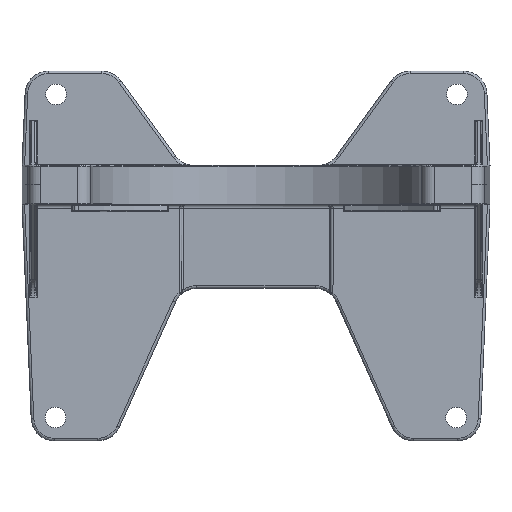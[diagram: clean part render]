
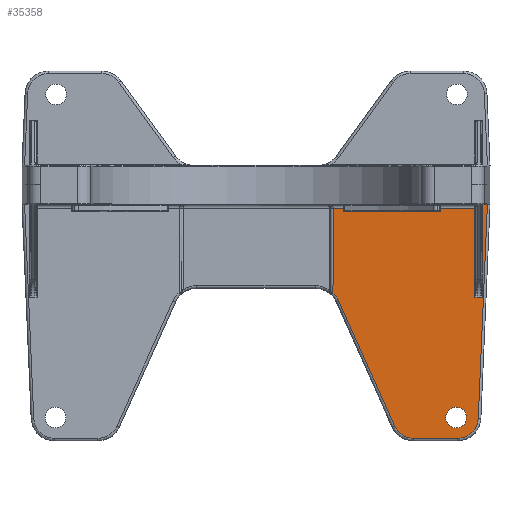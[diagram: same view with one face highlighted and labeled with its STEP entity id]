
A CAD part, top view. The second image highlights one B-rep face of the part: STEP entity #35358.
In plain terms, the highlighted planar face has unit normal (0, 0, 1).
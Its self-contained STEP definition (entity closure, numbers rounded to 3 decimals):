
#4836=CARTESIAN_POINT('',(142.843,-151.958,30.0));
#4837=VERTEX_POINT('',#4836);
#4847=CARTESIAN_POINT('',(126.843,-151.958,30.0));
#4848=VERTEX_POINT('',#4847);
#4849=CARTESIAN_POINT('',(134.843,-151.958,30.0));
#4850=DIRECTION('',(0.0,0.0,1.0));
#4851=DIRECTION('',(1.0,0.0,0.0));
#4852=AXIS2_PLACEMENT_3D('',#4849,#4850,#4851);
#4853=CIRCLE('',#4852,8.0);
#4854=EDGE_CURVE('',#4837,#4848,#4853,.T.);
#4856=CARTESIAN_POINT('',(134.843,-151.958,30.0));
#4857=DIRECTION('',(0.0,0.0,1.0));
#4858=DIRECTION('',(1.0,0.0,0.0));
#4859=AXIS2_PLACEMENT_3D('',#4856,#4857,#4858);
#4860=CIRCLE('',#4859,8.0);
#4861=EDGE_CURVE('',#4848,#4837,#4860,.T.);
#20413=CARTESIAN_POINT('',(158.998,13.042,30.0));
#20414=VERTEX_POINT('',#20413);
#20422=CARTESIAN_POINT('',(151.909,-152.642,30.0));
#20423=VERTEX_POINT('',#20422);
#20424=CARTESIAN_POINT('',(151.909,-152.642,30.0));
#20425=DIRECTION('',(0.043,0.999,0.0));
#20426=VECTOR('',#20425,165.836);
#20427=LINE('',#20424,#20426);
#20428=EDGE_CURVE('',#20423,#20414,#20427,.T.);
#20566=CARTESIAN_POINT('',(87.074,-158.462,30.0));
#20567=VERTEX_POINT('',#20566);
#20575=CARTESIAN_POINT('',(44.08,-61.828,30.0));
#20576=VERTEX_POINT('',#20575);
#20577=CARTESIAN_POINT('',(44.08,-61.828,30.0));
#20578=DIRECTION('',(0.406,-0.914,0.0));
#20579=VECTOR('',#20578,105.767);
#20580=LINE('',#20577,#20579);
#20581=EDGE_CURVE('',#20576,#20567,#20580,.T.);
#20644=CARTESIAN_POINT('',(101.693,-167.958,30.0));
#20645=VERTEX_POINT('',#20644);
#20653=CARTESIAN_POINT('',(101.693,-151.958,30.0));
#20654=DIRECTION('',(0.0,0.0,1.0));
#20655=DIRECTION('',(1.0,0.0,0.0));
#20656=AXIS2_PLACEMENT_3D('',#20653,#20654,#20655);
#20657=CIRCLE('',#20656,16.);
#20658=EDGE_CURVE('',#20567,#20645,#20657,.T.);
#20670=CARTESIAN_POINT('',(135.924,-167.958,30.0));
#20671=VERTEX_POINT('',#20670);
#20679=CARTESIAN_POINT('',(101.693,-167.958,30.0));
#20680=DIRECTION('',(1.0,0.0,0.0));
#20681=VECTOR('',#20680,34.231);
#20682=LINE('',#20679,#20681);
#20683=EDGE_CURVE('',#20645,#20671,#20682,.T.);
#20769=CARTESIAN_POINT('',(135.924,-151.958,30.0));
#20770=DIRECTION('',(0.0,0.0,1.0));
#20771=DIRECTION('',(1.0,0.0,0.0));
#20772=AXIS2_PLACEMENT_3D('',#20769,#20770,#20771);
#20773=CIRCLE('',#20772,16.);
#20774=EDGE_CURVE('',#20671,#20423,#20773,.T.);
#20858=CARTESIAN_POINT('',(39.685,10.032,30.0));
#20859=VERTEX_POINT('',#20858);
#20869=CARTESIAN_POINT('',(39.685,10.042,30.0));
#20870=VERTEX_POINT('',#20869);
#20871=CARTESIAN_POINT('',(34.685,10.042,30.0));
#20872=DIRECTION('',(0.0,0.0,1.0));
#20873=DIRECTION('',(1.,-0.002,0.0));
#20874=AXIS2_PLACEMENT_3D('',#20871,#20872,#20873);
#20875=CIRCLE('',#20874,5.);
#20876=EDGE_CURVE('',#20859,#20870,#20875,.T.);
#22082=CARTESIAN_POINT('',(39.547,-55.424,30.));
#22083=VERTEX_POINT('',#22082);
#22084=CARTESIAN_POINT('',(39.547,-55.424,30.0));
#22085=DIRECTION('',(0.002,1.,0.0));
#22086=VECTOR('',#22085,65.456);
#22087=LINE('',#22084,#22086);
#22088=EDGE_CURVE('',#22083,#20859,#22087,.T.);
#22161=CARTESIAN_POINT('',(25.807,-69.958,30.0));
#22162=DIRECTION('',(0.0,0.0,-1.0));
#22163=DIRECTION('',(1.0,0.0,0.0));
#22164=AXIS2_PLACEMENT_3D('',#22161,#22162,#22163);
#22165=CIRCLE('',#22164,20.);
#22166=EDGE_CURVE('',#22083,#20576,#22165,.T.);
#33587=CARTESIAN_POINT('',(149.,10.042,30.0));
#33588=VERTEX_POINT('',#33587);
#33589=CARTESIAN_POINT('',(39.685,10.042,30.0));
#33590=DIRECTION('',(1.0,0.0,0.0));
#33591=VECTOR('',#33590,109.315);
#33592=LINE('',#33589,#33591);
#33593=EDGE_CURVE('',#20870,#33588,#33592,.T.);
#33747=CARTESIAN_POINT('',(149.,-51.075,30.0));
#33748=VERTEX_POINT('',#33747);
#33749=CARTESIAN_POINT('',(149.,10.042,30.0));
#33750=DIRECTION('',(0.0,-1.0,0.0));
#33751=VECTOR('',#33750,61.118);
#33752=LINE('',#33749,#33751);
#33753=EDGE_CURVE('',#33588,#33748,#33752,.T.);
#34647=CARTESIAN_POINT('',(150.,-58.821,30.0));
#34648=VERTEX_POINT('',#34647);
#34658=CARTESIAN_POINT('',(149.,-54.948,30.0));
#34659=VERTEX_POINT('',#34658);
#34667=CARTESIAN_POINT('',(149.,-58.821,30.0));
#34668=VERTEX_POINT('',#34667);
#34669=CARTESIAN_POINT('',(149.,-58.821,30.0));
#34670=DIRECTION('',(0.0,1.0,0.0));
#34671=VECTOR('',#34670,3.873);
#34672=LINE('',#34669,#34671);
#34673=EDGE_CURVE('',#34668,#34659,#34672,.T.);
#34675=CARTESIAN_POINT('',(150.,-58.821,30.0));
#34676=DIRECTION('',(-1.0,0.0,0.0));
#34677=VECTOR('',#34676,1.0);
#34678=LINE('',#34675,#34677);
#34679=EDGE_CURVE('',#34648,#34668,#34678,.T.);
#34793=CARTESIAN_POINT('',(149.,-54.948,30.0));
#34794=DIRECTION('',(0.0,1.0,0.0));
#34795=VECTOR('',#34794,3.873);
#34796=LINE('',#34793,#34795);
#34797=EDGE_CURVE('',#34659,#33748,#34796,.T.);
#35174=CARTESIAN_POINT('',(151.,-58.821,30.));
#35175=VERTEX_POINT('',#35174);
#35176=CARTESIAN_POINT('',(151.,-58.821,30.0));
#35177=DIRECTION('',(-1.0,0.0,0.0));
#35178=VECTOR('',#35177,1.0);
#35179=LINE('',#35176,#35178);
#35180=EDGE_CURVE('',#35175,#34648,#35179,.T.);
#35199=CARTESIAN_POINT('',(155.5,13.042,30.));
#35200=VERTEX_POINT('',#35199);
#35229=CARTESIAN_POINT('',(155.5,-51.075,30.0));
#35230=VERTEX_POINT('',#35229);
#35238=CARTESIAN_POINT('',(155.5,13.042,30.0));
#35239=DIRECTION('',(0.0,-1.0,0.0));
#35240=VECTOR('',#35239,64.118);
#35241=LINE('',#35238,#35240);
#35242=EDGE_CURVE('',#35200,#35230,#35241,.T.);
#35288=CARTESIAN_POINT('',(-237.203,-198.561,30.0));
#35289=DIRECTION('',(0.0,0.0,1.0));
#35290=DIRECTION('',(1.0,0.0,0.0));
#35291=AXIS2_PLACEMENT_3D('',#35288,#35289,#35290);
#35292=PLANE('',#35291);
#35293=ORIENTED_EDGE('',*,*,#35180,.T.);
#35294=ORIENTED_EDGE('',*,*,#34679,.T.);
#35295=ORIENTED_EDGE('',*,*,#34673,.T.);
#35296=ORIENTED_EDGE('',*,*,#34797,.T.);
#35297=ORIENTED_EDGE('',*,*,#33753,.F.);
#35298=ORIENTED_EDGE('',*,*,#33593,.F.);
#35299=ORIENTED_EDGE('',*,*,#20876,.F.);
#35300=ORIENTED_EDGE('',*,*,#22088,.F.);
#35301=ORIENTED_EDGE('',*,*,#22166,.T.);
#35302=ORIENTED_EDGE('',*,*,#20581,.T.);
#35303=ORIENTED_EDGE('',*,*,#20658,.T.);
#35304=ORIENTED_EDGE('',*,*,#20683,.T.);
#35305=ORIENTED_EDGE('',*,*,#20774,.T.);
#35306=ORIENTED_EDGE('',*,*,#20428,.T.);
#35307=CARTESIAN_POINT('',(155.5,13.042,30.0));
#35308=DIRECTION('',(1.0,0.0,0.0));
#35309=VECTOR('',#35308,3.498);
#35310=LINE('',#35307,#35309);
#35311=EDGE_CURVE('',#35200,#20414,#35310,.T.);
#35312=ORIENTED_EDGE('',*,*,#35311,.F.);
#35313=ORIENTED_EDGE('',*,*,#35242,.T.);
#35314=CARTESIAN_POINT('',(155.5,-54.948,30.0));
#35315=VERTEX_POINT('',#35314);
#35316=CARTESIAN_POINT('',(155.5,-54.948,30.0));
#35317=DIRECTION('',(0.0,1.0,0.0));
#35318=VECTOR('',#35317,3.873);
#35319=LINE('',#35316,#35318);
#35320=EDGE_CURVE('',#35315,#35230,#35319,.T.);
#35321=ORIENTED_EDGE('',*,*,#35320,.F.);
#35322=CARTESIAN_POINT('',(155.5,-58.821,30.0));
#35323=VERTEX_POINT('',#35322);
#35324=CARTESIAN_POINT('',(155.5,-58.821,30.0));
#35325=DIRECTION('',(0.0,1.0,0.0));
#35326=VECTOR('',#35325,3.873);
#35327=LINE('',#35324,#35326);
#35328=EDGE_CURVE('',#35323,#35315,#35327,.T.);
#35329=ORIENTED_EDGE('',*,*,#35328,.F.);
#35330=CARTESIAN_POINT('',(154.5,-58.821,30.0));
#35331=VERTEX_POINT('',#35330);
#35332=CARTESIAN_POINT('',(154.5,-58.821,30.0));
#35333=DIRECTION('',(1.0,0.0,0.0));
#35334=VECTOR('',#35333,1.0);
#35335=LINE('',#35332,#35334);
#35336=EDGE_CURVE('',#35331,#35323,#35335,.T.);
#35337=ORIENTED_EDGE('',*,*,#35336,.F.);
#35338=CARTESIAN_POINT('',(153.5,-58.821,30.));
#35339=VERTEX_POINT('',#35338);
#35340=CARTESIAN_POINT('',(153.5,-58.821,30.0));
#35341=DIRECTION('',(1.0,0.0,0.0));
#35342=VECTOR('',#35341,1.);
#35343=LINE('',#35340,#35342);
#35344=EDGE_CURVE('',#35339,#35331,#35343,.T.);
#35345=ORIENTED_EDGE('',*,*,#35344,.F.);
#35346=CARTESIAN_POINT('',(153.5,-58.821,30.0));
#35347=DIRECTION('',(-1.0,0.0,0.0));
#35348=VECTOR('',#35347,2.5);
#35349=LINE('',#35346,#35348);
#35350=EDGE_CURVE('',#35339,#35175,#35349,.T.);
#35351=ORIENTED_EDGE('',*,*,#35350,.T.);
#35352=EDGE_LOOP('',(#35293,#35294,#35295,#35296,#35297,#35298,#35299,#35300,#35301,#35302,#35303,#35304,#35305,#35306,#35312,#35313,#35321,#35329,#35337,#35345,#35351));
#35353=FACE_OUTER_BOUND('',#35352,.T.);
#35354=ORIENTED_EDGE('',*,*,#4861,.F.);
#35355=ORIENTED_EDGE('',*,*,#4854,.F.);
#35356=EDGE_LOOP('',(#35354,#35355));
#35357=FACE_BOUND('',#35356,.T.);
#35358=ADVANCED_FACE('',(#35353,#35357),#35292,.T.);
